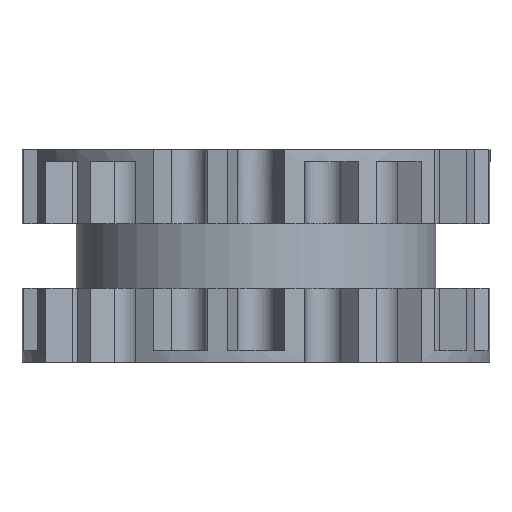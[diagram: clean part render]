
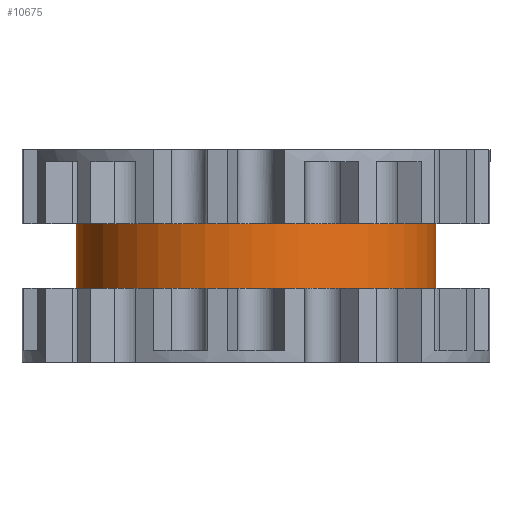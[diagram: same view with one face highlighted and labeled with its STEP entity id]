
A CAD part, front view. The second image highlights one B-rep face of the part: STEP entity #10675.
In plain terms, the highlighted free-form (B-spline) face has degree [2, 1] with [5, 2] control points.
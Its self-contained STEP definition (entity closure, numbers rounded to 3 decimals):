
#10675 = ADVANCED_FACE('',(#10676),#10712,.T.);
#10676 = FACE_BOUND('',#10677,.T.);
#10677 = EDGE_LOOP('',(#10678,#10687,#10697,#10704));
#10678 = ORIENTED_EDGE('',*,*,#10679,.F.);
#10679 = EDGE_CURVE('',#10680,#10682,#10684,.T.);
#10680 = VERTEX_POINT('',#10681);
#10681 = CARTESIAN_POINT('',(40.394,-0.224,
    7.181));
#10682 = VERTEX_POINT('',#10683);
#10683 = CARTESIAN_POINT('',(40.394,-0.224,
    -7.181));
#10684 = B_SPLINE_CURVE_WITH_KNOTS('',1,(#10685,#10686),.UNSPECIFIED.,
  .F.,.F.,(2,2),(-8.,8.),.PIECEWISE_BEZIER_KNOTS.);
#10685 = CARTESIAN_POINT('',(40.394,-0.224,
    7.181));
#10686 = CARTESIAN_POINT('',(40.394,-0.224,
    -7.181));
#10687 = ORIENTED_EDGE('',*,*,#10688,.F.);
#10688 = EDGE_CURVE('',#10689,#10680,#10691,.T.);
#10689 = VERTEX_POINT('',#10690);
#10690 = CARTESIAN_POINT('',(-40.394,-0.224,
    7.181));
#10691 = ( BOUNDED_CURVE() B_SPLINE_CURVE(2,(#10692,#10693,#10694,#10695
,#10696),.UNSPECIFIED.,.F.,.F.) B_SPLINE_CURVE_WITH_KNOTS((3,2,3),(
    3.147,4.712,6.278),
.PIECEWISE_BEZIER_KNOTS.) CURVE() GEOMETRIC_REPRESENTATION_ITEM() 
RATIONAL_B_SPLINE_CURVE((1.,0.709,1.,0.709,1.)) 
REPRESENTATION_ITEM('') );
#10692 = CARTESIAN_POINT('',(-40.394,-0.224,
    7.181));
#10693 = CARTESIAN_POINT('',(-40.171,-40.395,
    7.181));
#10694 = CARTESIAN_POINT('',(0.,-40.395,
    7.181));
#10695 = CARTESIAN_POINT('',(40.171,-40.395,
    7.181));
#10696 = CARTESIAN_POINT('',(40.394,-0.224,
    7.181));
#10697 = ORIENTED_EDGE('',*,*,#10698,.F.);
#10698 = EDGE_CURVE('',#10699,#10689,#10701,.T.);
#10699 = VERTEX_POINT('',#10700);
#10700 = CARTESIAN_POINT('',(-40.394,-0.224,
    -7.181));
#10701 = B_SPLINE_CURVE_WITH_KNOTS('',1,(#10702,#10703),.UNSPECIFIED.,
  .F.,.F.,(2,2),(-8.,8.),.PIECEWISE_BEZIER_KNOTS.);
#10702 = CARTESIAN_POINT('',(-40.394,-0.224,
    -7.181));
#10703 = CARTESIAN_POINT('',(-40.394,-0.224,
    7.181));
#10704 = ORIENTED_EDGE('',*,*,#10705,.T.);
#10705 = EDGE_CURVE('',#10699,#10682,#10706,.T.);
#10706 = ( BOUNDED_CURVE() B_SPLINE_CURVE(2,(#10707,#10708,#10709,#10710
,#10711),.UNSPECIFIED.,.F.,.F.) B_SPLINE_CURVE_WITH_KNOTS((3,2,3),(
    3.147,4.712,6.278),
.PIECEWISE_BEZIER_KNOTS.) CURVE() GEOMETRIC_REPRESENTATION_ITEM() 
RATIONAL_B_SPLINE_CURVE((1.,0.709,1.,0.709,1.)) 
REPRESENTATION_ITEM('') );
#10707 = CARTESIAN_POINT('',(-40.394,-0.224,
    -7.181));
#10708 = CARTESIAN_POINT('',(-40.171,-40.395,
    -7.181));
#10709 = CARTESIAN_POINT('',(0.,-40.395,
    -7.181));
#10710 = CARTESIAN_POINT('',(40.171,-40.395,
    -7.181));
#10711 = CARTESIAN_POINT('',(40.394,-0.224,
    -7.181));
#10712 = ( BOUNDED_SURFACE() B_SPLINE_SURFACE(2,1,(
    (#10713,#10714)
    ,(#10715,#10716)
    ,(#10717,#10718)
    ,(#10719,#10720)
    ,(#10721,#10722
)),.UNSPECIFIED.,.F.,.F.,.F.) B_SPLINE_SURFACE_WITH_KNOTS((3,2,3),(2,2),
  (3.147,4.712,6.278),(-8.,8.),
.PIECEWISE_BEZIER_KNOTS.) GEOMETRIC_REPRESENTATION_ITEM() 
RATIONAL_B_SPLINE_SURFACE((
    (1.,1.)
    ,(0.709,0.709)
    ,(1.,1.)
    ,(0.709,0.709)
,(1.,1.))) REPRESENTATION_ITEM('') SURFACE() );
#10713 = CARTESIAN_POINT('',(-40.394,-0.224,
    -7.181));
#10714 = CARTESIAN_POINT('',(-40.394,-0.224,
    7.181));
#10715 = CARTESIAN_POINT('',(-40.171,-40.395,
    -7.181));
#10716 = CARTESIAN_POINT('',(-40.171,-40.395,
    7.181));
#10717 = CARTESIAN_POINT('',(0.,-40.395,
    -7.181));
#10718 = CARTESIAN_POINT('',(0.,-40.395,
    7.181));
#10719 = CARTESIAN_POINT('',(40.171,-40.395,
    -7.181));
#10720 = CARTESIAN_POINT('',(40.171,-40.395,
    7.181));
#10721 = CARTESIAN_POINT('',(40.394,-0.224,
    -7.181));
#10722 = CARTESIAN_POINT('',(40.394,-0.224,
    7.181));
